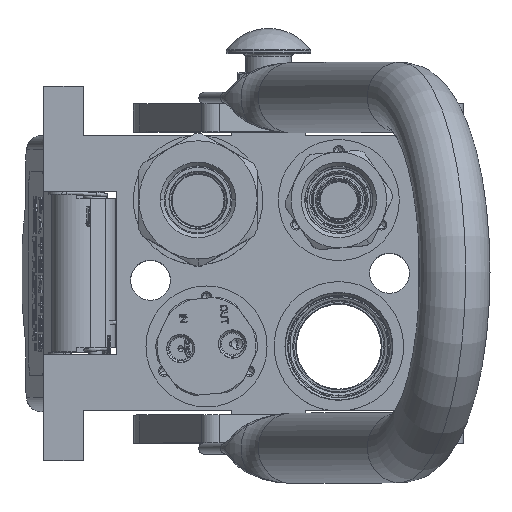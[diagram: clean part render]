
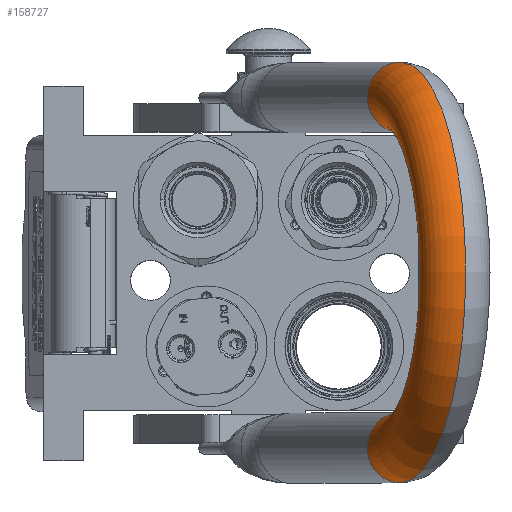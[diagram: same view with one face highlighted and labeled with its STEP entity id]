
A CAD part, top view. The second image highlights one B-rep face of the part: STEP entity #158727.
In plain terms, the highlighted toroidal (fillet/blend) face has major radius 62.25 mm and minor radius 12.5 mm.
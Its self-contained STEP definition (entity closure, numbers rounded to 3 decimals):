
#1162 = ORIENTED_EDGE ( 'NONE', *, *, #89601, .T. ) ;
#4384 = DIRECTION ( 'NONE',  ( -1., 0., 0. ) ) ;
#12816 = CARTESIAN_POINT ( 'NONE',  ( 0., 0., 125.25 ) ) ;
#19685 = AXIS2_PLACEMENT_3D ( 'NONE', #153189, #115449, #4384 ) ;
#21683 = EDGE_CURVE ( 'NONE', #67048, #136089, #62101, .T. ) ;
#25558 = CARTESIAN_POINT ( 'NONE',  ( 0., 0., 125.25 ) ) ;
#28718 = CIRCLE ( 'NONE', #19685, 12.5 ) ;
#29122 = CARTESIAN_POINT ( 'NONE',  ( 74.75, 0., 125.25 ) ) ;
#29805 = VERTEX_POINT ( 'NONE', #156425 ) ;
#32691 = ORIENTED_EDGE ( 'NONE', *, *, #44133, .T. ) ;
#42758 = DIRECTION ( 'NONE',  ( -1., 0., 0. ) ) ;
#43484 = TOROIDAL_SURFACE ( 'NONE', #103160, 62.25, 12.5 ) ;
#44133 = EDGE_CURVE ( 'NONE', #29805, #127438, #145915, .T. ) ;
#50177 = DIRECTION ( 'NONE',  ( 0., 0., -1. ) ) ;
#50474 = EDGE_CURVE ( 'NONE', #136089, #127438, #138210, .T. ) ;
#55219 = FACE_OUTER_BOUND ( 'NONE', #159866, .T. ) ;
#56890 = DIRECTION ( 'NONE',  ( 0., 1., 0. ) ) ;
#61088 = DIRECTION ( 'NONE',  ( 1., 0., 0. ) ) ;
#62101 = CIRCLE ( 'NONE', #138928, 74.75 ) ;
#62576 = DIRECTION ( 'NONE',  ( 0., 1., 0. ) ) ;
#67048 = VERTEX_POINT ( 'NONE', #143481 ) ;
#77750 = AXIS2_PLACEMENT_3D ( 'NONE', #96793, #50177, #120677 ) ;
#89601 = EDGE_CURVE ( 'NONE', #67048, #29805, #28718, .T. ) ;
#96793 = CARTESIAN_POINT ( 'NONE',  ( 62.25, 0., 125.25 ) ) ;
#99722 = CARTESIAN_POINT ( 'NONE',  ( 49.75, 0., 125.25 ) ) ;
#103160 = AXIS2_PLACEMENT_3D ( 'NONE', #25558, #125682, #61088 ) ;
#104038 = ORIENTED_EDGE ( 'NONE', *, *, #50474, .F. ) ;
#115449 = DIRECTION ( 'NONE',  ( 0., 0., 1. ) ) ;
#120677 = DIRECTION ( 'NONE',  ( 1., 0., 0. ) ) ;
#125682 = DIRECTION ( 'NONE',  ( 0., 1., 0. ) ) ;
#127438 = VERTEX_POINT ( 'NONE', #99722 ) ;
#136089 = VERTEX_POINT ( 'NONE', #29122 ) ;
#138210 = CIRCLE ( 'NONE', #77750, 12.5 ) ;
#138928 = AXIS2_PLACEMENT_3D ( 'NONE', #155966, #56890, #42758 ) ;
#141990 = AXIS2_PLACEMENT_3D ( 'NONE', #12816, #62576, #150174 ) ;
#143481 = CARTESIAN_POINT ( 'NONE',  ( -74.75, 0., 125.25 ) ) ;
#145915 = CIRCLE ( 'NONE', #141990, 49.75 ) ;
#150174 = DIRECTION ( 'NONE',  ( -1., 0., 0. ) ) ;
#153189 = CARTESIAN_POINT ( 'NONE',  ( -62.25, 0., 125.25 ) ) ;
#155966 = CARTESIAN_POINT ( 'NONE',  ( 0., 0., 125.25 ) ) ;
#156425 = CARTESIAN_POINT ( 'NONE',  ( -49.75, 0., 125.25 ) ) ;
#158060 = ORIENTED_EDGE ( 'NONE', *, *, #21683, .F. ) ;
#158727 = ADVANCED_FACE ( 'NONE', ( #55219 ), #43484, .T. ) ;
#159866 = EDGE_LOOP ( 'NONE', ( #32691, #104038, #158060, #1162 ) ) ;
